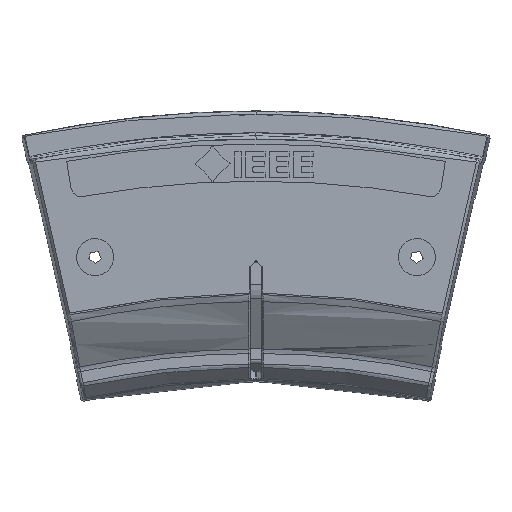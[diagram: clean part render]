
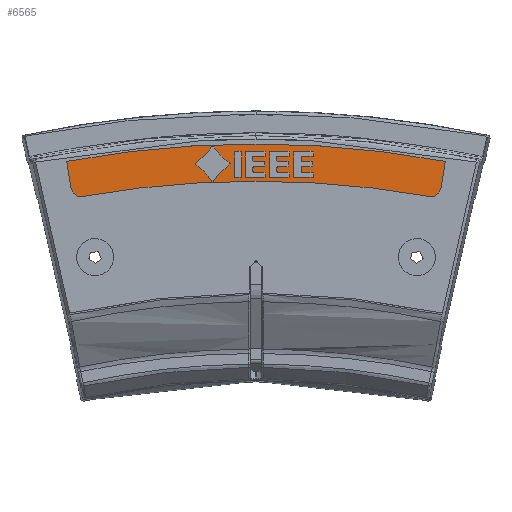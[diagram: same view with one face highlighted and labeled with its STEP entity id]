
A CAD part, top view. The second image highlights one B-rep face of the part: STEP entity #6565.
In plain terms, the highlighted planar face has unit normal (0, 0, 1).
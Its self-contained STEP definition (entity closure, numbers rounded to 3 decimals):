
#558=CIRCLE('',#7173,325.901);
#560=CIRCLE('',#7176,3.2);
#562=CIRCLE('',#7180,338.201);
#564=CIRCLE('',#7183,338.201);
#566=CIRCLE('',#7187,3.2);
#568=CIRCLE('',#7190,325.901);
#966=FACE_OUTER_BOUND('',#1364,.T.);
#1364=EDGE_LOOP('',(#5536,#5537,#5538,#5539,#5540,#5541,#5542,#5543));
#1723=LINE('',#13258,#2168);
#1728=LINE('',#13276,#2173);
#2168=VECTOR('',#8595,1.);
#2173=VECTOR('',#8614,1.);
#2941=VERTEX_POINT('',#13243);
#2942=VERTEX_POINT('',#13245);
#2944=VERTEX_POINT('',#13251);
#2946=VERTEX_POINT('',#13257);
#2948=VERTEX_POINT('',#13263);
#2950=VERTEX_POINT('',#13269);
#2952=VERTEX_POINT('',#13275);
#2954=VERTEX_POINT('',#13281);
#3832=EDGE_CURVE('',#2942,#2941,#558,.T.);
#3835=EDGE_CURVE('',#2944,#2942,#560,.T.);
#3838=EDGE_CURVE('',#2946,#2944,#1723,.T.);
#3841=EDGE_CURVE('',#2948,#2946,#562,.T.);
#3844=EDGE_CURVE('',#2950,#2948,#564,.T.);
#3847=EDGE_CURVE('',#2952,#2950,#1728,.T.);
#3850=EDGE_CURVE('',#2954,#2952,#566,.T.);
#3853=EDGE_CURVE('',#2941,#2954,#568,.T.);
#5536=ORIENTED_EDGE('',*,*,#3853,.T.);
#5537=ORIENTED_EDGE('',*,*,#3850,.T.);
#5538=ORIENTED_EDGE('',*,*,#3847,.T.);
#5539=ORIENTED_EDGE('',*,*,#3844,.T.);
#5540=ORIENTED_EDGE('',*,*,#3841,.T.);
#5541=ORIENTED_EDGE('',*,*,#3838,.T.);
#5542=ORIENTED_EDGE('',*,*,#3835,.T.);
#5543=ORIENTED_EDGE('',*,*,#3832,.T.);
#6231=PLANE('',#7191);
#6565=ADVANCED_FACE('',(#966),#6231,.F.);
#7173=AXIS2_PLACEMENT_3D('',#13246,#8582,#8583);
#7176=AXIS2_PLACEMENT_3D('',#13252,#8589,#8590);
#7180=AXIS2_PLACEMENT_3D('',#13264,#8601,#8602);
#7183=AXIS2_PLACEMENT_3D('',#13270,#8608,#8609);
#7187=AXIS2_PLACEMENT_3D('',#13282,#8620,#8621);
#7190=AXIS2_PLACEMENT_3D('',#13286,#8627,#8628);
#7191=AXIS2_PLACEMENT_3D('',#13287,#8629,#8630);
#8582=DIRECTION('center_axis',(0.,0.,-1.));
#8583=DIRECTION('ref_axis',(-1.,0.,0.));
#8589=DIRECTION('center_axis',(0.,0.,1.));
#8590=DIRECTION('ref_axis',(1.,0.,0.));
#8595=DIRECTION('',(0.156,-0.988,0.));
#8601=DIRECTION('center_axis',(0.,0.,1.));
#8602=DIRECTION('ref_axis',(-1.,0.,0.));
#8608=DIRECTION('center_axis',(0.,0.,1.));
#8609=DIRECTION('ref_axis',(1.,0.,0.));
#8614=DIRECTION('',(0.156,0.988,0.));
#8620=DIRECTION('center_axis',(0.,0.,1.));
#8621=DIRECTION('ref_axis',(-1.,0.,0.));
#8627=DIRECTION('center_axis',(0.,0.,-1.));
#8628=DIRECTION('ref_axis',(1.,0.,0.));
#8629=DIRECTION('center_axis',(0.,0.,-1.));
#8630=DIRECTION('ref_axis',(-1.,0.,0.));
#13243=CARTESIAN_POINT('',(0.,17.626,24.3));
#13245=CARTESIAN_POINT('',(-57.343,12.617,24.3));
#13246=CARTESIAN_POINT('Origin',(-0.424,-308.274,24.3));
#13251=CARTESIAN_POINT('',(-61.063,15.267,24.3));
#13252=CARTESIAN_POINT('Origin',(-57.902,15.768,24.3));
#13257=CARTESIAN_POINT('',(-62.475,24.185,24.3));
#13258=CARTESIAN_POINT('',(-60.55,12.032,24.3));
#13263=CARTESIAN_POINT('',(0.,29.926,24.3));
#13264=CARTESIAN_POINT('Origin',(-0.424,-308.274,24.3));
#13269=CARTESIAN_POINT('',(62.475,24.185,24.3));
#13270=CARTESIAN_POINT('Origin',(0.424,-308.274,24.3));
#13275=CARTESIAN_POINT('',(61.063,15.267,24.3));
#13276=CARTESIAN_POINT('',(60.55,12.032,24.3));
#13281=CARTESIAN_POINT('',(57.343,12.617,24.3));
#13282=CARTESIAN_POINT('Origin',(57.902,15.768,24.3));
#13286=CARTESIAN_POINT('Origin',(0.424,-308.274,24.3));
#13287=CARTESIAN_POINT('Origin',(0.424,-308.274,24.3));
